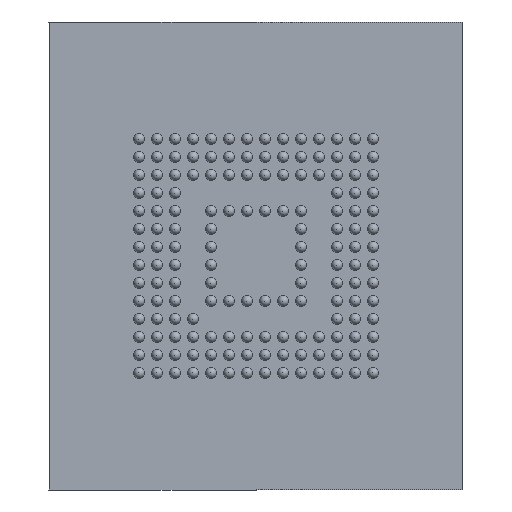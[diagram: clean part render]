
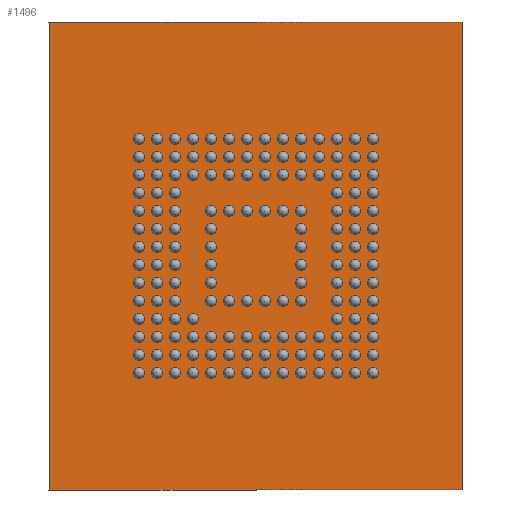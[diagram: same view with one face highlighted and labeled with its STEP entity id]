
A CAD part, front view. The second image highlights one B-rep face of the part: STEP entity #1496.
In plain terms, the highlighted planar face has unit normal (0, -1, 0).
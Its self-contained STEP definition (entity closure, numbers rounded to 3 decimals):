
#210 = VERTEX_POINT ( 'NONE', #3679 ) ;
#303 = ORIENTED_EDGE ( 'NONE', *, *, #10017, .T. ) ;
#448 = CARTESIAN_POINT ( 'NONE',  ( 0., 0.22, 0. ) ) ;
#1496 = ADVANCED_FACE ( 'NONE', ( #1636 ), #2564, .T. ) ;
#1636 = FACE_OUTER_BOUND ( 'NONE', #1688, .T. ) ;
#1688 = EDGE_LOOP ( 'NONE', ( #4504, #2762, #303, #7655 ) ) ;
#2564 = PLANE ( 'NONE',  #11667 ) ;
#2586 = CARTESIAN_POINT ( 'NONE',  ( 5.75, 0.22, -6.5 ) ) ;
#2600 = VECTOR ( 'NONE', #12154, 1000. ) ;
#2762 = ORIENTED_EDGE ( 'NONE', *, *, #11597, .T. ) ;
#3008 = DIRECTION ( 'NONE',  ( -1., 0., 0. ) ) ;
#3087 = LINE ( 'NONE', #10942, #2600 ) ;
#3280 = VERTEX_POINT ( 'NONE', #2586 ) ;
#3679 = CARTESIAN_POINT ( 'NONE',  ( -5.75, 0.22, 6.5 ) ) ;
#3748 = VECTOR ( 'NONE', #9437, 1000. ) ;
#4372 = EDGE_CURVE ( 'NONE', #3280, #7368, #4693, .T. ) ;
#4504 = ORIENTED_EDGE ( 'NONE', *, *, #4372, .T. ) ;
#4509 = CARTESIAN_POINT ( 'NONE',  ( -5.75, 0.22, -6.5 ) ) ;
#4693 = LINE ( 'NONE', #6547, #3748 ) ;
#6547 = CARTESIAN_POINT ( 'NONE',  ( 5.75, 0.22, 6.5 ) ) ;
#6647 = DIRECTION ( 'NONE',  ( 1., 0., 0. ) ) ;
#7368 = VERTEX_POINT ( 'NONE', #13075 ) ;
#7655 = ORIENTED_EDGE ( 'NONE', *, *, #11251, .T. ) ;
#7896 = CARTESIAN_POINT ( 'NONE',  ( -5.75, 0.22, 6.5 ) ) ;
#8371 = CARTESIAN_POINT ( 'NONE',  ( -5.75, 0.22, -6.5 ) ) ;
#8688 = LINE ( 'NONE', #7896, #9772 ) ;
#9277 = DIRECTION ( 'NONE',  ( 1., 0., 0. ) ) ;
#9437 = DIRECTION ( 'NONE',  ( 0., 0., 1. ) ) ;
#9772 = VECTOR ( 'NONE', #3008, 1000. ) ;
#9950 = LINE ( 'NONE', #8371, #12342 ) ;
#10017 = EDGE_CURVE ( 'NONE', #210, #10311, #3087, .T. ) ;
#10311 = VERTEX_POINT ( 'NONE', #4509 ) ;
#10646 = DIRECTION ( 'NONE',  ( 0., -1., 0. ) ) ;
#10942 = CARTESIAN_POINT ( 'NONE',  ( -5.75, 0.22, 6.5 ) ) ;
#11251 = EDGE_CURVE ( 'NONE', #10311, #3280, #9950, .T. ) ;
#11597 = EDGE_CURVE ( 'NONE', #7368, #210, #8688, .T. ) ;
#11667 = AXIS2_PLACEMENT_3D ( 'NONE', #448, #10646, #6647 ) ;
#12154 = DIRECTION ( 'NONE',  ( 0., 0., -1. ) ) ;
#12342 = VECTOR ( 'NONE', #9277, 1000. ) ;
#13075 = CARTESIAN_POINT ( 'NONE',  ( 5.75, 0.22, 6.5 ) ) ;
